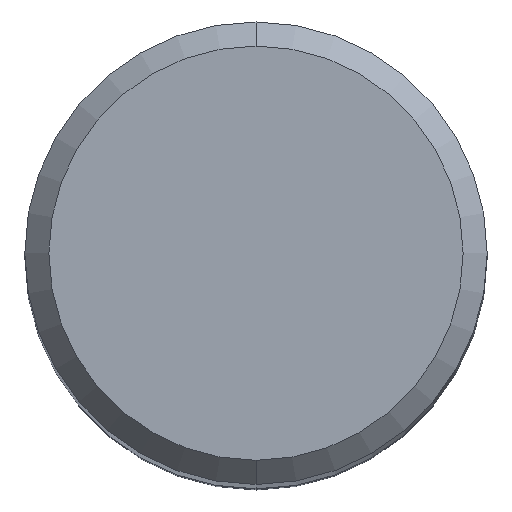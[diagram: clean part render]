
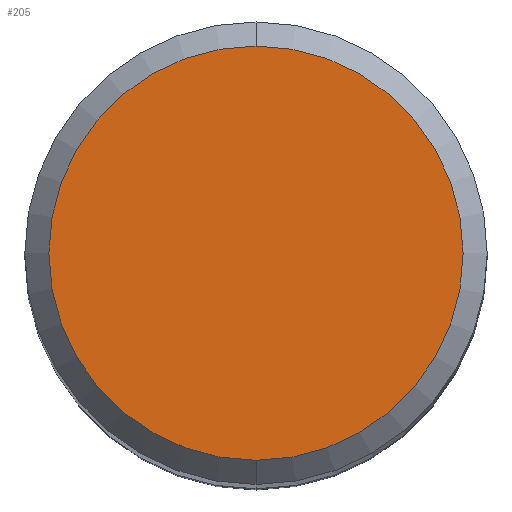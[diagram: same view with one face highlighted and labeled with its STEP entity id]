
A CAD part, top view. The second image highlights one B-rep face of the part: STEP entity #205.
In plain terms, the highlighted planar face has unit normal (0, 0, 1).
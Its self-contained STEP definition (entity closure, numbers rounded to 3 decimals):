
#139=VERTEX_POINT('',#370);
#205=ADVANCED_FACE('',(#445),#446,.T.);
#233=EDGE_CURVE('',#139,#323,#477,.T.);
#323=VERTEX_POINT('',#579);
#345=EDGE_CURVE('',#323,#139,#604,.T.);
#370=CARTESIAN_POINT('',(0.0,4.3,0.0));
#445=FACE_OUTER_BOUND('',#719,.T.);
#446=PLANE('',#720);
#477=CIRCLE('',#759,4.3);
#579=CARTESIAN_POINT('',(0.,-4.3,0.0));
#604=CIRCLE('',#924,4.3);
#719=EDGE_LOOP('',(#1030,#1031));
#720=AXIS2_PLACEMENT_3D('',#1032,#1033,#1034);
#759=AXIS2_PLACEMENT_3D('',#1070,#1071,#1072);
#924=AXIS2_PLACEMENT_3D('',#1237,#1238,#1239);
#1030=ORIENTED_EDGE('',*,*,#233,.F.);
#1031=ORIENTED_EDGE('',*,*,#345,.F.);
#1032=CARTESIAN_POINT('',(0.0,2.15,0.0));
#1033=DIRECTION('',(-0.0,0.0,1.0));
#1034=DIRECTION('',(0.0,-1.0,0.0));
#1070=CARTESIAN_POINT('',(0.0,0.0,0.0));
#1071=DIRECTION('',(0.0,0.0,-1.0));
#1072=DIRECTION('',(0.0,1.0,0.0));
#1237=CARTESIAN_POINT('',(0.0,0.0,0.0));
#1238=DIRECTION('',(0.0,0.0,-1.0));
#1239=DIRECTION('',(0.0,1.0,0.0));
